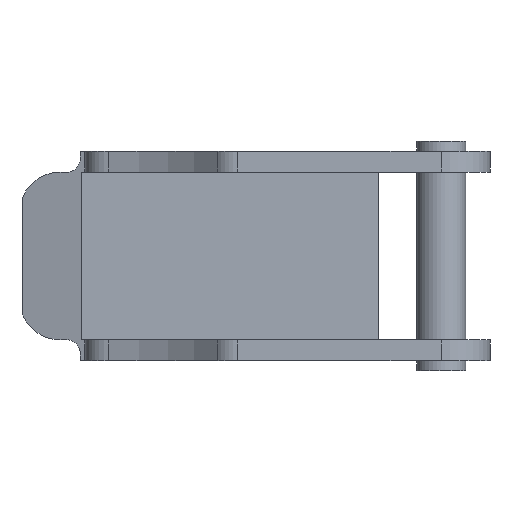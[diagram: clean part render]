
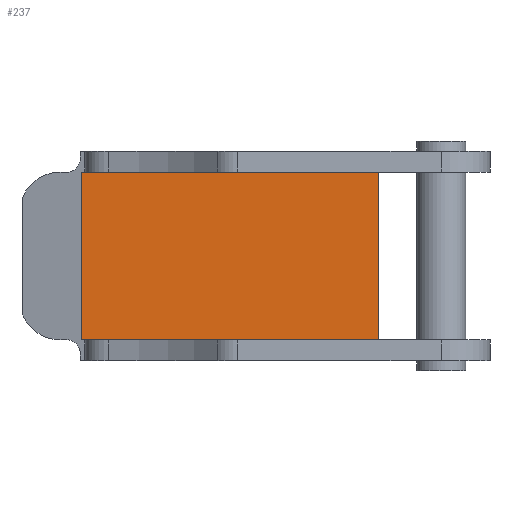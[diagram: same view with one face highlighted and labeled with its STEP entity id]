
A CAD part, front view. The second image highlights one B-rep face of the part: STEP entity #237.
In plain terms, the highlighted planar face has unit normal (0, -1, 0).
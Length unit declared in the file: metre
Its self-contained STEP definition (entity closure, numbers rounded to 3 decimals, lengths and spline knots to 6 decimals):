
#47 = CARTESIAN_POINT ( 'NONE',  ( -0.0045, 0.00351, -0.006 ) ) ;
#66 = LINE ( 'NONE', #47, #350 ) ;
#211 = CARTESIAN_POINT ( 'NONE',  ( -0.0045, 0.00351, 0.006 ) ) ;
#237 = ADVANCED_FACE ( 'NONE', ( #1441 ), #1077, .T. ) ;
#318 = DIRECTION ( 'NONE',  ( 0., -1., 0. ) ) ;
#350 = VECTOR ( 'NONE', #449, 1. ) ;
#352 = EDGE_CURVE ( 'NONE', #944, #669, #971, .T. ) ;
#379 = EDGE_CURVE ( 'NONE', #669, #1195, #726, .T. ) ;
#414 = CARTESIAN_POINT ( 'NONE',  ( -0.025709, 0.00351, -0.006 ) ) ;
#426 = CARTESIAN_POINT ( 'NONE',  ( -0.0045, 0.00351, 0.006 ) ) ;
#448 = ORIENTED_EDGE ( 'NONE', *, *, #352, .T. ) ;
#449 = DIRECTION ( 'NONE',  ( 1., 0., 0. ) ) ;
#587 = VECTOR ( 'NONE', #918, 1. ) ;
#605 = VECTOR ( 'NONE', #1105, 1. ) ;
#613 = CARTESIAN_POINT ( 'NONE',  ( -0.025709, 0.00351, 0.006 ) ) ;
#669 = VERTEX_POINT ( 'NONE', #843 ) ;
#699 = CARTESIAN_POINT ( 'NONE',  ( -0.0045, 0.00351, -0.006 ) ) ;
#726 = LINE ( 'NONE', #613, #605 ) ;
#812 = DIRECTION ( 'NONE',  ( 0., 0., -1. ) ) ;
#843 = CARTESIAN_POINT ( 'NONE',  ( -0.025709, 0.00351, 0.006 ) ) ;
#918 = DIRECTION ( 'NONE',  ( 0., 0., 1. ) ) ;
#944 = VERTEX_POINT ( 'NONE', #426 ) ;
#971 = LINE ( 'NONE', #1610, #1606 ) ;
#1049 = EDGE_LOOP ( 'NONE', ( #1080, #448, #1546, #1286 ) ) ;
#1077 = PLANE ( 'NONE',  #1168 ) ;
#1080 = ORIENTED_EDGE ( 'NONE', *, *, #1221, .T. ) ;
#1085 = DIRECTION ( 'NONE',  ( -1., 0., 0. ) ) ;
#1105 = DIRECTION ( 'NONE',  ( 0., 0., -1. ) ) ;
#1168 = AXIS2_PLACEMENT_3D ( 'NONE', #211, #318, #812 ) ;
#1173 = EDGE_CURVE ( 'NONE', #1195, #1185, #66, .T. ) ;
#1185 = VERTEX_POINT ( 'NONE', #699 ) ;
#1195 = VERTEX_POINT ( 'NONE', #414 ) ;
#1221 = EDGE_CURVE ( 'NONE', #1185, #944, #1415, .T. ) ;
#1286 = ORIENTED_EDGE ( 'NONE', *, *, #1173, .T. ) ;
#1324 = CARTESIAN_POINT ( 'NONE',  ( -0.0045, 0.00351, 0.0075 ) ) ;
#1415 = LINE ( 'NONE', #1324, #587 ) ;
#1441 = FACE_OUTER_BOUND ( 'NONE', #1049, .T. ) ;
#1546 = ORIENTED_EDGE ( 'NONE', *, *, #379, .T. ) ;
#1606 = VECTOR ( 'NONE', #1085, 1. ) ;
#1610 = CARTESIAN_POINT ( 'NONE',  ( -0.0045, 0.00351, 0.006 ) ) ;
